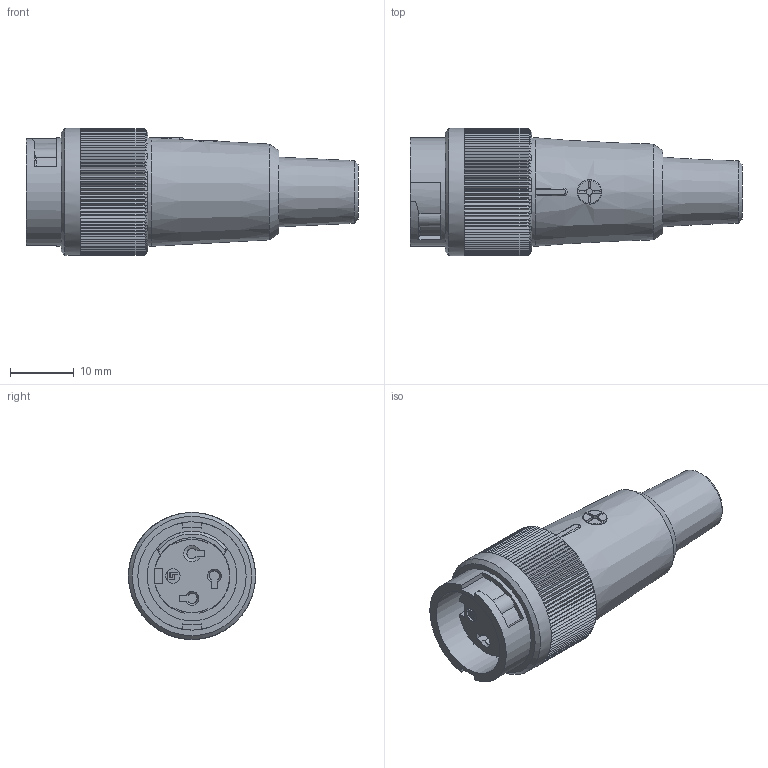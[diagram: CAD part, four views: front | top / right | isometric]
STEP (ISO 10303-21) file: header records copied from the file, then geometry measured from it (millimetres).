
FILE_DESCRIPTION(/* description */ (''),/* implementation_level */ '2;1');
FILE_NAME(/* name */ '99-0606-02-03_bg.stp',/* time_stamp */ '2010-09-07T13:05:45+02:00',/* author */ (''),/* organization */ (''),/* preprocessor_version */ 'ST-DEVELOPER v11',/* originating_system */ 'UGS - NX 5.0',/* authorisation */ '');
FILE_SCHEMA (('CONFIG_CONTROL_DESIGN'));
Length unit declared in the file: millimetre
Products named in the file (1): sgroAF40d1ha
Bounding box: 52 x 19.9 x 19.9 mm (x, y, z)
Volume: 9338.4 mm3; surface area: 4445.4 mm2
Topology: 1 solids, 2 shells, 480 faces, 1375 edges, 911 vertices
Faces by surface type: plane 429, cylinder 37, cone 10, torus 4
Full cylindrical faces by diameter (mm): 1 x1, 2.25 x1, 14.05 x1, 16.95 x1, 17 x1, 19.9 x1
Entity records: 16014 total; most frequent: CARTESIAN_POINT 3619, ORIENTED_EDGE 2710, DIRECTION 2408, EDGE_CURVE 1355, VERTEX_POINT 904, AXIS2_PLACEMENT_3D 807, LINE 794, VECTOR 794
